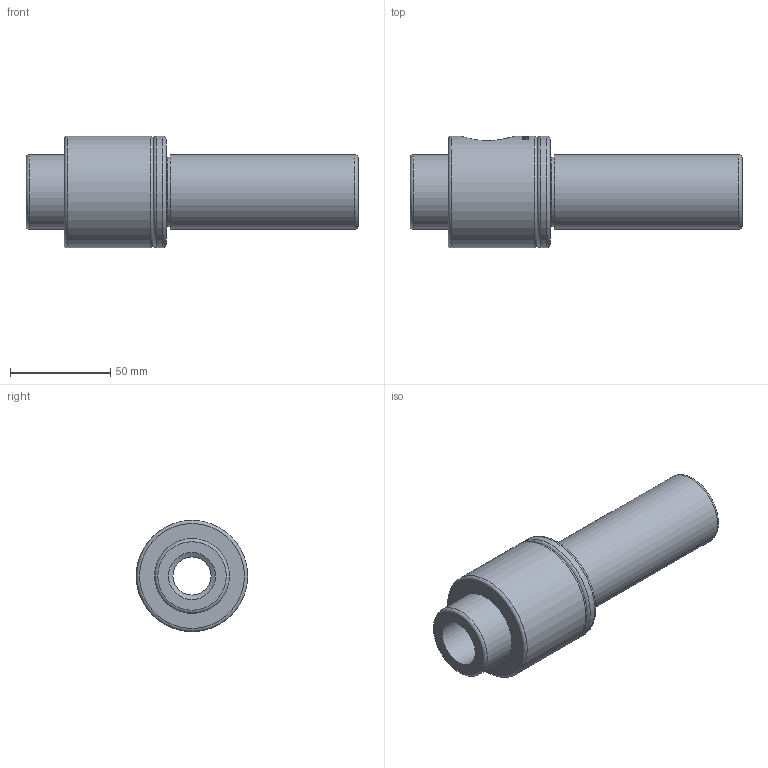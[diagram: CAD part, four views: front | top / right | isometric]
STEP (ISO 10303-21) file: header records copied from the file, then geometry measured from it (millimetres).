
FILE_DESCRIPTION((''),'2;1');
FILE_NAME('840060.stp','2009-07-02T16:16:42',('David Woerner'),(''),'Autodesk Inventor 2010','Autodesk Inventor 2010','');
FILE_SCHEMA(('AUTOMOTIVE_DESIGN { 1 0 10303 214 1 1 1 1 }'));
Length unit declared in the file: inch
Products named in the file (5): 840060 (LevelofDetail1); 900894; 900893; 900895; 900901
Assembly tree (4 placements, depth 2):
  840060 (LevelofDetail1)
    900894
    900893
    900895
    900901
Bounding box: 165.62 x 55.56 x 55.56 mm (x, y, z)
Volume: 175048.7 mm3; surface area: 52982.2 mm2
Topology: 4 solids, 4 shells, 182 faces, 461 edges, 299 vertices
Faces by surface type: plane 74, bspline 55, cylinder 30, cone 17, torus 6
Full cylindrical faces by diameter (mm): 19.05 x2, 23.416 x1, 26.162 x1, 29.369 x1, 29.972 x1, 34.925 x2, 35.56 x3, 36.513 x1, 36.514 x1, 37.306 x2, 55.563 x2
Entity records: 18373 total; most frequent: CARTESIAN_POINT 14498, ORIENTED_EDGE 820, DIRECTION 593, EDGE_CURVE 410, VERTEX_POINT 291, EDGE_LOOP 245, AXIS2_PLACEMENT_3D 226, FACE_OUTER_BOUND 181
